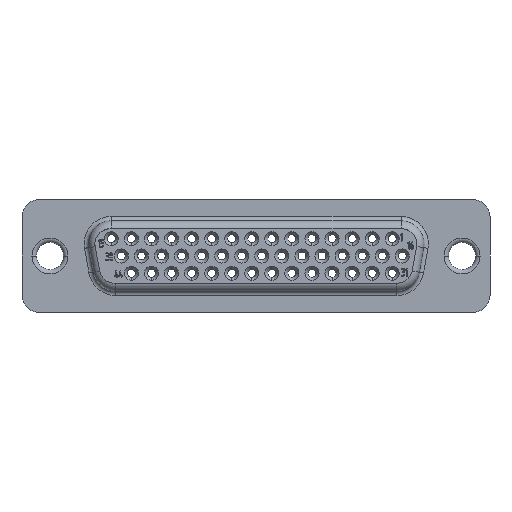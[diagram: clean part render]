
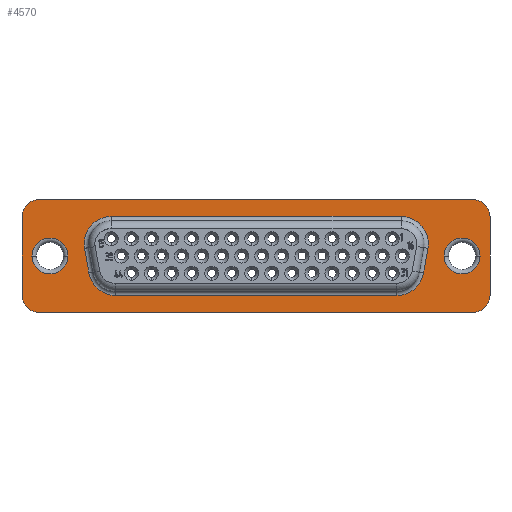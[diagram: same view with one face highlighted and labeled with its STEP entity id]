
A CAD part, front view. The second image highlights one B-rep face of the part: STEP entity #4570.
In plain terms, the highlighted face is planar.
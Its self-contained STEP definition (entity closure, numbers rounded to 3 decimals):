
#1110=CARTESIAN_POINT('',(-215.064,200.806,
0.56));
#1120=VERTEX_POINT('',#1110);
#1300=CARTESIAN_POINT('',(-217.884,200.308,
0.56));
#1310=VERTEX_POINT('',#1300);
#1340=CARTESIAN_POINT('',(-194.125,204.498,
0.56));
#1350=DIRECTION('',(-0.985,-0.174,0.));
#1360=VECTOR('',#1350,1.);
#1370=LINE('',#1340,#1360);
#1380=EDGE_CURVE('',#1120,#1310,#1370,.T.);
#2830=CARTESIAN_POINT('',(-216.595,199.822,
0.56));
#2840=DIRECTION('',(0.,0.,1.));
#2850=DIRECTION('',(-1.,0.,0.));
#2860=AXIS2_PLACEMENT_3D('',#2830,#2840,#2850);
#2870=PLANE('',#2860);
#2880=CARTESIAN_POINT('',(-215.936,157.717,0.56));
#2890=DIRECTION('',(0.,0.,1.));
#2900=DIRECTION('',(0.,1.,0.));
#2910=AXIS2_PLACEMENT_3D('',#2880,#2890,#2900);
#2920=CIRCLE('',#2910,2.05);
#2930=CARTESIAN_POINT('',(-217.986,157.717,0.56));
#2940=VERTEX_POINT('',#2930);
#2950=CARTESIAN_POINT('',(-215.936,155.667,0.56));
#2960=VERTEX_POINT('',#2950);
#2970=EDGE_CURVE('',#2940,#2960,#2920,.T.);
#2980=ORIENTED_EDGE('',*,*,#2970,.F.);
#2990=CARTESIAN_POINT('',(-215.936,159.767,0.56));
#3000=VERTEX_POINT('',#2990);
#3010=EDGE_CURVE('',#2960,#3000,#2920,.T.);
#3020=ORIENTED_EDGE('',*,*,#3010,.F.);
#3030=EDGE_CURVE('',#3000,#2940,#2920,.T.);
#3040=ORIENTED_EDGE('',*,*,#3030,.F.);
#3050=EDGE_LOOP('',(#3040,#3020,#2980));
#3060=FACE_BOUND('',#3050,.T.);
#3070=CARTESIAN_POINT('',(-215.936,204.757,0.56));
#3080=DIRECTION('',(0.,0.,1.));
#3090=DIRECTION('',(0.,1.,0.));
#3100=AXIS2_PLACEMENT_3D('',#3070,#3080,#3090);
#3110=CIRCLE('',#3100,2.05);
#3120=CARTESIAN_POINT('',(-217.986,204.757,0.56));
#3130=VERTEX_POINT('',#3120);
#3140=CARTESIAN_POINT('',(-215.936,202.707,0.56));
#3150=VERTEX_POINT('',#3140);
#3160=EDGE_CURVE('',#3130,#3150,#3110,.T.);
#3170=ORIENTED_EDGE('',*,*,#3160,.F.);
#3180=CARTESIAN_POINT('',(-215.936,206.807,0.56));
#3190=VERTEX_POINT('',#3180);
#3200=EDGE_CURVE('',#3150,#3190,#3110,.T.);
#3210=ORIENTED_EDGE('',*,*,#3200,.F.);
#3220=EDGE_CURVE('',#3190,#3130,#3110,.T.);
#3230=ORIENTED_EDGE('',*,*,#3220,.F.);
#3240=EDGE_LOOP('',(#3230,#3210,#3170));
#3250=FACE_BOUND('',#3240,.T.);
#3260=CARTESIAN_POINT('',(-214.526,164.662,0.56
));
#3270=DIRECTION('',(0.,0.,-1.));
#3280=DIRECTION('',(-1.,0.,0.));
#3290=AXIS2_PLACEMENT_3D('',#3260,#3270,#3280);
#3300=CIRCLE('',#3290,3.1);
#3310=CARTESIAN_POINT('',(-211.426,164.662,0.56
));
#3320=VERTEX_POINT('',#3310);
#3330=CARTESIAN_POINT('',(-215.064,161.609,
0.56));
#3340=VERTEX_POINT('',#3330);
#3350=EDGE_CURVE('',#3320,#3340,#3300,.T.);
#3360=ORIENTED_EDGE('',*,*,#3350,.T.);
#3370=CARTESIAN_POINT('',(-211.426,175.246,0.56
));
#3380=DIRECTION('',(0.,-1.,0.));
#3390=VECTOR('',#3380,1.);
#3400=LINE('',#3370,#3390);
#3410=CARTESIAN_POINT('',(-211.426,197.753,0.56
));
#3420=VERTEX_POINT('',#3410);
#3430=EDGE_CURVE('',#3420,#3320,#3400,.T.);
#3440=ORIENTED_EDGE('',*,*,#3430,.T.);
#3450=CARTESIAN_POINT('',(-214.526,197.753,0.56
));
#3460=DIRECTION('',(0.,0.,-1.));
#3470=DIRECTION('',(-1.,0.,0.));
#3480=AXIS2_PLACEMENT_3D('',#3450,#3460,#3470);
#3490=CIRCLE('',#3480,3.1);
#3500=EDGE_CURVE('',#1120,#3420,#3490,.T.);
#3510=ORIENTED_EDGE('',*,*,#3500,.T.);
#3520=ORIENTED_EDGE('',*,*,#1380,.F.);
#3530=CARTESIAN_POINT('',(-217.346,197.256,0.56))
;
#3540=DIRECTION('',(0.,0.,-1.));
#3550=DIRECTION('',(-1.,0.,0.));
#3560=AXIS2_PLACEMENT_3D('',#3530,#3540,#3550);
#3570=CIRCLE('',#3560,3.1);
#3580=CARTESIAN_POINT('',(-220.446,197.256,0.56))
;
#3590=VERTEX_POINT('',#3580);
#3600=EDGE_CURVE('',#3590,#1310,#3570,.T.);
#3610=ORIENTED_EDGE('',*,*,#3600,.T.);
#3620=CARTESIAN_POINT('',(-220.446,175.246,0.56
));
#3630=DIRECTION('',(0.,-1.,0.));
#3640=VECTOR('',#3630,1.);
#3650=LINE('',#3620,#3640);
#3660=CARTESIAN_POINT('',(-220.446,165.159,0.56))
;
#3670=VERTEX_POINT('',#3660);
#3680=EDGE_CURVE('',#3590,#3670,#3650,.T.);
#3690=ORIENTED_EDGE('',*,*,#3680,.F.);
#3700=CARTESIAN_POINT('',(-217.346,165.159,0.56))
;
#3710=DIRECTION('',(0.,0.,-1.));
#3720=DIRECTION('',(-1.,0.,0.));
#3730=AXIS2_PLACEMENT_3D('',#3700,#3710,#3720);
#3740=CIRCLE('',#3730,3.1);
#3750=CARTESIAN_POINT('',(-217.884,162.106,
0.56));
#3760=VERTEX_POINT('',#3750);
#3770=EDGE_CURVE('',#3760,#3670,#3740,.T.);
#3780=ORIENTED_EDGE('',*,*,#3770,.T.);
#3790=CARTESIAN_POINT('',(-194.125,157.917,
0.56));
#3800=DIRECTION('',(0.985,-0.174,0.));
#3810=VECTOR('',#3800,1.);
#3820=LINE('',#3790,#3810);
#3830=EDGE_CURVE('',#3760,#3340,#3820,.T.);
#3840=ORIENTED_EDGE('',*,*,#3830,.F.);
#3850=EDGE_LOOP('',(#3840,#3780,#3690,#3610,#3520,#3510,#3440,#3360));
#3860=FACE_BOUND('',#3850,.T.);
#3870=CARTESIAN_POINT('',(-220.401,205.947,0.56));
#3880=DIRECTION('',(0.,0.,1.));
#3890=DIRECTION('',(1.,0.,0.));
#3900=AXIS2_PLACEMENT_3D('',#3870,#3880,#3890);
#3910=CIRCLE('',#3900,2.);
#3920=CARTESIAN_POINT('',(-220.401,207.947,0.56));
#3930=VERTEX_POINT('',#3920);
#3940=CARTESIAN_POINT('',(-222.401,205.947,0.56));
#3950=VERTEX_POINT('',#3940);
#3960=EDGE_CURVE('',#3930,#3950,#3910,.T.);
#3970=ORIENTED_EDGE('',*,*,#3960,.T.);
#3980=CARTESIAN_POINT('',(-194.125,207.947,0.56
));
#3990=DIRECTION('',(1.,0.,0.));
#4000=VECTOR('',#3990,1.);
#4010=LINE('',#3980,#4000);
#4020=CARTESIAN_POINT('',(-211.471,207.947,0.56));
#4030=VERTEX_POINT('',#4020);
#4040=EDGE_CURVE('',#3930,#4030,#4010,.T.);
#4050=ORIENTED_EDGE('',*,*,#4040,.F.);
#4060=CARTESIAN_POINT('',(-211.471,205.947,0.56));
#4070=DIRECTION('',(0.,0.,-1.));
#4080=DIRECTION('',(-1.,0.,0.));
#4090=AXIS2_PLACEMENT_3D('',#4060,#4070,#4080);
#4100=CIRCLE('',#4090,2.);
#4110=CARTESIAN_POINT('',(-209.471,205.947,0.56));
#4120=VERTEX_POINT('',#4110);
#4130=EDGE_CURVE('',#4030,#4120,#4100,.T.);
#4140=ORIENTED_EDGE('',*,*,#4130,.F.);
#4150=CARTESIAN_POINT('',(-209.471,175.246,0.56
));
#4160=DIRECTION('',(0.,-1.,0.));
#4170=VECTOR('',#4160,1.);
#4180=LINE('',#4150,#4170);
#4190=CARTESIAN_POINT('',(-209.471,156.527,0.56));
#4200=VERTEX_POINT('',#4190);
#4210=EDGE_CURVE('',#4120,#4200,#4180,.T.);
#4220=ORIENTED_EDGE('',*,*,#4210,.F.);
#4230=CARTESIAN_POINT('',(-211.471,156.527,0.56));
#4240=DIRECTION('',(0.,0.,1.));
#4250=DIRECTION('',(1.,0.,0.));
#4260=AXIS2_PLACEMENT_3D('',#4230,#4240,#4250);
#4270=CIRCLE('',#4260,2.);
#4280=CARTESIAN_POINT('',(-211.471,154.527,0.56));
#4290=VERTEX_POINT('',#4280);
#4300=EDGE_CURVE('',#4290,#4200,#4270,.T.);
#4310=ORIENTED_EDGE('',*,*,#4300,.T.);
#4320=CARTESIAN_POINT('',(-194.125,154.527,0.56
));
#4330=DIRECTION('',(-1.,0.,0.));
#4340=VECTOR('',#4330,1.);
#4350=LINE('',#4320,#4340);
#4360=CARTESIAN_POINT('',(-220.401,154.527,0.56));
#4370=VERTEX_POINT('',#4360);
#4380=EDGE_CURVE('',#4290,#4370,#4350,.T.);
#4390=ORIENTED_EDGE('',*,*,#4380,.F.);
#4400=CARTESIAN_POINT('',(-220.401,156.527,0.56));
#4410=DIRECTION('',(0.,0.,-1.));
#4420=DIRECTION('',(-1.,0.,0.));
#4430=AXIS2_PLACEMENT_3D('',#4400,#4410,#4420);
#4440=CIRCLE('',#4430,2.);
#4450=CARTESIAN_POINT('',(-222.401,156.527,0.56));
#4460=VERTEX_POINT('',#4450);
#4470=EDGE_CURVE('',#4370,#4460,#4440,.T.);
#4480=ORIENTED_EDGE('',*,*,#4470,.F.);
#4490=CARTESIAN_POINT('',(-222.401,175.246,0.56
));
#4500=DIRECTION('',(0.,1.,0.));
#4510=VECTOR('',#4500,1.);
#4520=LINE('',#4490,#4510);
#4530=EDGE_CURVE('',#4460,#3950,#4520,.T.);
#4540=ORIENTED_EDGE('',*,*,#4530,.F.);
#4550=EDGE_LOOP('',(#4540,#4480,#4390,#4310,#4220,#4140,#4050,#3970));
#4560=FACE_OUTER_BOUND('',#4550,.T.);
#4570=ADVANCED_FACE('',(#3060,#3250,#3860,#4560),#2870,.T.);
